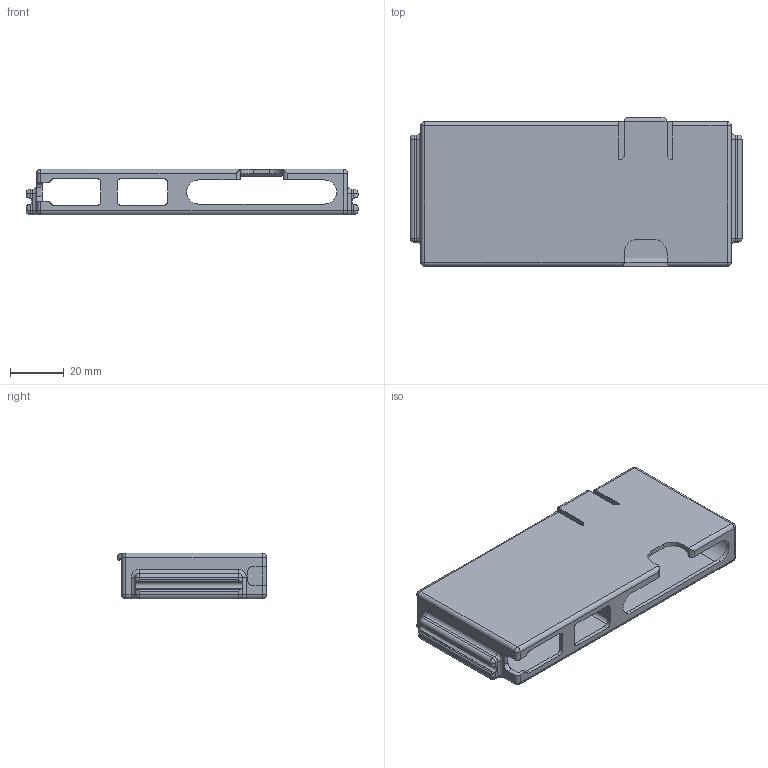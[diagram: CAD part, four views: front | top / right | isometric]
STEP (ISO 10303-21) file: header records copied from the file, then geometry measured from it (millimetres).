
FILE_DESCRIPTION (( 'STEP AP214' ), '1' );
FILE_NAME ('uConsole_KVM.STEP', '2024-07-03T14:25:18', ( 'MM' ), ( 'Microsoft' ), 'SwSTEP 2.0', 'SolidWorks 2022', '' );
FILE_SCHEMA (( 'AUTOMOTIVE_DESIGN' ));
Length unit declared in the file: millimetre
Products named in the file (1): uConsole_KVM
Bounding box: 124 x 55.5 x 17 mm (x, y, z)
Volume: 31532 mm3; surface area: 30538.8 mm2
Topology: 1 solids, 1 shells, 172 faces, 459 edges, 270 vertices
Faces by surface type: cylinder 91, plane 53, sphere 16, torus 10, cone 2
Entity records: 5321 total; most frequent: CARTESIAN_POINT 1087, DIRECTION 895, ORIENTED_EDGE 886, EDGE_CURVE 443, AXIS2_PLACEMENT_3D 324, VERTEX_POINT 270, LINE 247, VECTOR 247
